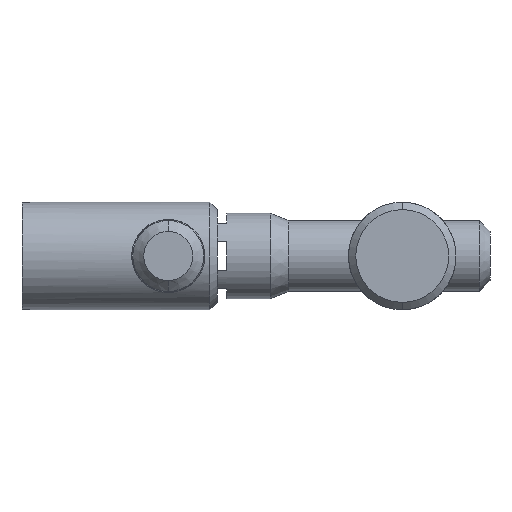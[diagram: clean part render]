
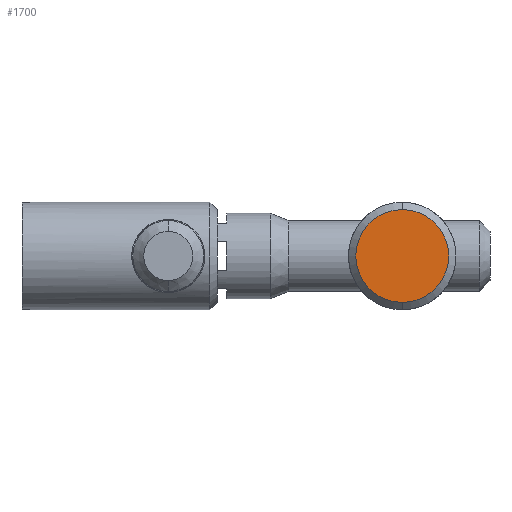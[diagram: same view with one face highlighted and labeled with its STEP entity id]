
A CAD part, left-side view. The second image highlights one B-rep face of the part: STEP entity #1700.
In plain terms, the highlighted face is planar.
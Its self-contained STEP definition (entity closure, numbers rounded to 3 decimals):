
#24 = CARTESIAN_POINT ( 'NONE',  ( 0., 26.7, 0. ) ) ;
#62 = ORIENTED_EDGE ( 'NONE', *, *, #547, .T. ) ;
#169 = CARTESIAN_POINT ( 'NONE',  ( 0., 26.7, 0. ) ) ;
#258 = EDGE_CURVE ( 'NONE', #1027, #2334, #2694, .T. ) ;
#547 = EDGE_CURVE ( 'NONE', #2334, #1027, #1450, .T. ) ;
#575 = DIRECTION ( 'NONE',  ( 0., 0., 1. ) ) ;
#596 = PLANE ( 'NONE',  #2386 ) ;
#1011 = DIRECTION ( 'NONE',  ( 0., 1., 0. ) ) ;
#1027 = VERTEX_POINT ( 'NONE', #1467 ) ;
#1287 = AXIS2_PLACEMENT_3D ( 'NONE', #24, #3419, #1613 ) ;
#1288 = CARTESIAN_POINT ( 'NONE',  ( 0., 26.7, 6.35 ) ) ;
#1450 = CIRCLE ( 'NONE', #3416, 6.35 ) ;
#1467 = CARTESIAN_POINT ( 'NONE',  ( 0., 26.7, -6.35 ) ) ;
#1583 = FACE_OUTER_BOUND ( 'NONE', #3352, .T. ) ;
#1613 = DIRECTION ( 'NONE',  ( 0., 0., 1. ) ) ;
#1700 = ADVANCED_FACE ( 'NONE', ( #1583 ), #596, .T. ) ;
#1844 = DIRECTION ( 'NONE',  ( 0., 1., 0. ) ) ;
#1852 = CARTESIAN_POINT ( 'NONE',  ( 0., 26.7, 0. ) ) ;
#2334 = VERTEX_POINT ( 'NONE', #1288 ) ;
#2386 = AXIS2_PLACEMENT_3D ( 'NONE', #1852, #1011, #2929 ) ;
#2694 = CIRCLE ( 'NONE', #1287, 6.35 ) ;
#2929 = DIRECTION ( 'NONE',  ( 0., 0., 1. ) ) ;
#3316 = ORIENTED_EDGE ( 'NONE', *, *, #258, .T. ) ;
#3352 = EDGE_LOOP ( 'NONE', ( #3316, #62 ) ) ;
#3416 = AXIS2_PLACEMENT_3D ( 'NONE', #169, #1844, #575 ) ;
#3419 = DIRECTION ( 'NONE',  ( 0., 1., 0. ) ) ;
